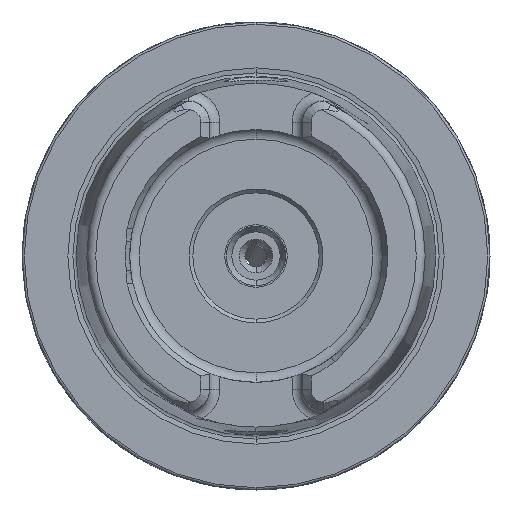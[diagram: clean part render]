
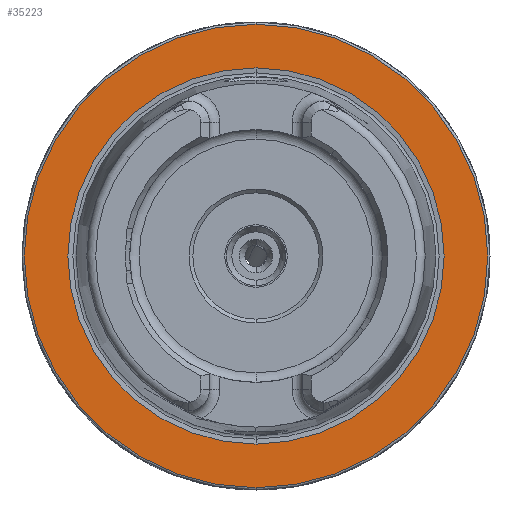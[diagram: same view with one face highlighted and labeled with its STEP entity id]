
A CAD part, left-side view. The second image highlights one B-rep face of the part: STEP entity #35223.
In plain terms, the highlighted planar face has unit normal (-1, 0, 0).
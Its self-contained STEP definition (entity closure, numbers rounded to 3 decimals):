
#521 = DIRECTION ( 'NONE',  ( -1., 0., 0. ) ) ;
#1278 = VERTEX_POINT ( 'NONE', #5444 ) ;
#2036 = VERTEX_POINT ( 'NONE', #3836 ) ;
#3836 = CARTESIAN_POINT ( 'NONE',  ( 0., 0., -25.324 ) ) ;
#4725 = AXIS2_PLACEMENT_3D ( 'NONE', #20675, #521, #24032 ) ;
#5161 = EDGE_CURVE ( 'NONE', #2036, #33327, #38333, .T. ) ;
#5164 = VERTEX_POINT ( 'NONE', #30646 ) ;
#5444 = CARTESIAN_POINT ( 'NONE',  ( 0., 0., -31.2 ) ) ;
#7054 = PLANE ( 'NONE',  #21568 ) ;
#8649 = DIRECTION ( 'NONE',  ( -1., 0., 0. ) ) ;
#9841 = DIRECTION ( 'NONE',  ( -1., 0., 0. ) ) ;
#11116 = ORIENTED_EDGE ( 'NONE', *, *, #15887, .T. ) ;
#11699 = CIRCLE ( 'NONE', #40237, 31.2 ) ;
#11722 = FACE_BOUND ( 'NONE', #17035, .T. ) ;
#12796 = FACE_OUTER_BOUND ( 'NONE', #38156, .T. ) ;
#13801 = DIRECTION ( 'NONE',  ( 0., 0., -1. ) ) ;
#15887 = EDGE_CURVE ( 'NONE', #1278, #5164, #11699, .T. ) ;
#16167 = ORIENTED_EDGE ( 'NONE', *, *, #23268, .T. ) ;
#16919 = AXIS2_PLACEMENT_3D ( 'NONE', #29985, #9841, #33336 ) ;
#17035 = EDGE_LOOP ( 'NONE', ( #26210, #31490 ) ) ;
#18723 = CARTESIAN_POINT ( 'NONE',  ( 0., 0., 0. ) ) ;
#20675 = CARTESIAN_POINT ( 'NONE',  ( 0., 0., 0. ) ) ;
#21568 = AXIS2_PLACEMENT_3D ( 'NONE', #30550, #33898, #13801 ) ;
#22096 = DIRECTION ( 'NONE',  ( 0., 0., 1. ) ) ;
#23268 = EDGE_CURVE ( 'NONE', #5164, #1278, #28391, .T. ) ;
#24032 = DIRECTION ( 'NONE',  ( 0., 0., 1. ) ) ;
#26210 = ORIENTED_EDGE ( 'NONE', *, *, #31553, .F. ) ;
#28391 = CIRCLE ( 'NONE', #16919, 31.2 ) ;
#28780 = CARTESIAN_POINT ( 'NONE',  ( 0., 0., 0. ) ) ;
#29985 = CARTESIAN_POINT ( 'NONE',  ( 0., 0., 0. ) ) ;
#30550 = CARTESIAN_POINT ( 'NONE',  ( 0., 31.2, 0. ) ) ;
#30646 = CARTESIAN_POINT ( 'NONE',  ( 0., 0., 31.2 ) ) ;
#31490 = ORIENTED_EDGE ( 'NONE', *, *, #5161, .F. ) ;
#31553 = EDGE_CURVE ( 'NONE', #33327, #2036, #36860, .T. ) ;
#32137 = DIRECTION ( 'NONE',  ( 0., 0., 1. ) ) ;
#33327 = VERTEX_POINT ( 'NONE', #41178 ) ;
#33336 = DIRECTION ( 'NONE',  ( 0., 0., 1. ) ) ;
#33898 = DIRECTION ( 'NONE',  ( 1., 0., 0. ) ) ;
#35223 = ADVANCED_FACE ( 'NONE', ( #11722, #12796 ), #7054, .F. ) ;
#36860 = CIRCLE ( 'NONE', #38327, 25.324 ) ;
#38156 = EDGE_LOOP ( 'NONE', ( #16167, #11116 ) ) ;
#38327 = AXIS2_PLACEMENT_3D ( 'NONE', #28780, #8649, #32137 ) ;
#38333 = CIRCLE ( 'NONE', #4725, 25.324 ) ;
#40237 = AXIS2_PLACEMENT_3D ( 'NONE', #18723, #42215, #22096 ) ;
#41178 = CARTESIAN_POINT ( 'NONE',  ( 0., 0., 25.324 ) ) ;
#42215 = DIRECTION ( 'NONE',  ( -1., 0., 0. ) ) ;
